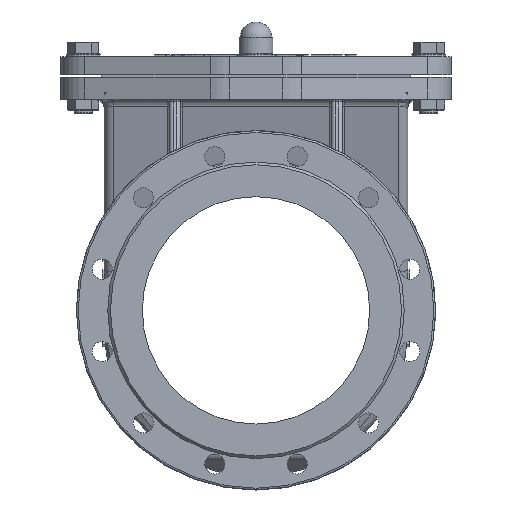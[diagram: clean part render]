
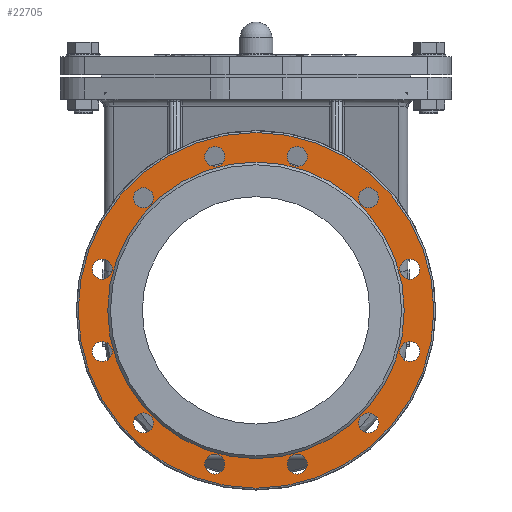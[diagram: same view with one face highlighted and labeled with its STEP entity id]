
A CAD part, front view. The second image highlights one B-rep face of the part: STEP entity #22705.
In plain terms, the highlighted planar face has unit normal (0, -1, 0).
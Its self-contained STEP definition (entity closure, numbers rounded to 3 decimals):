
#359=CIRCLE('',#23806,195.5);
#361=CIRCLE('',#23810,163.);
#362=CIRCLE('',#23811,11.);
#363=CIRCLE('',#23812,11.);
#364=CIRCLE('',#23813,11.);
#365=CIRCLE('',#23814,11.);
#366=CIRCLE('',#23815,11.);
#367=CIRCLE('',#23816,11.);
#368=CIRCLE('',#23817,11.);
#369=CIRCLE('',#23818,11.);
#370=CIRCLE('',#23819,11.);
#371=CIRCLE('',#23820,11.);
#372=CIRCLE('',#23821,11.);
#373=CIRCLE('',#23822,11.);
#5133=FACE_BOUND('',#7456,.T.);
#5134=FACE_BOUND('',#7457,.T.);
#5135=FACE_BOUND('',#7458,.T.);
#5136=FACE_BOUND('',#7459,.T.);
#5137=FACE_BOUND('',#7460,.T.);
#5138=FACE_BOUND('',#7461,.T.);
#5139=FACE_BOUND('',#7462,.T.);
#5140=FACE_BOUND('',#7463,.T.);
#5141=FACE_BOUND('',#7464,.T.);
#5142=FACE_BOUND('',#7465,.T.);
#5143=FACE_BOUND('',#7466,.T.);
#5144=FACE_BOUND('',#7467,.T.);
#5145=FACE_BOUND('',#7468,.T.);
#6149=FACE_OUTER_BOUND('',#7455,.T.);
#7455=EDGE_LOOP('',(#20075));
#7456=EDGE_LOOP('',(#20076));
#7457=EDGE_LOOP('',(#20077));
#7458=EDGE_LOOP('',(#20078));
#7459=EDGE_LOOP('',(#20079));
#7460=EDGE_LOOP('',(#20080));
#7461=EDGE_LOOP('',(#20081));
#7462=EDGE_LOOP('',(#20082));
#7463=EDGE_LOOP('',(#20083));
#7464=EDGE_LOOP('',(#20084));
#7465=EDGE_LOOP('',(#20085));
#7466=EDGE_LOOP('',(#20086));
#7467=EDGE_LOOP('',(#20087));
#7468=EDGE_LOOP('',(#20088));
#10731=VERTEX_POINT('',#42399);
#10733=VERTEX_POINT('',#42405);
#10734=VERTEX_POINT('',#42407);
#10735=VERTEX_POINT('',#42409);
#10736=VERTEX_POINT('',#42411);
#10737=VERTEX_POINT('',#42413);
#10738=VERTEX_POINT('',#42415);
#10739=VERTEX_POINT('',#42417);
#10740=VERTEX_POINT('',#42419);
#10741=VERTEX_POINT('',#42421);
#10742=VERTEX_POINT('',#42423);
#10743=VERTEX_POINT('',#42425);
#10744=VERTEX_POINT('',#42427);
#10745=VERTEX_POINT('',#42429);
#13919=EDGE_CURVE('',#10731,#10731,#359,.T.);
#13921=EDGE_CURVE('',#10733,#10733,#361,.T.);
#13922=EDGE_CURVE('',#10734,#10734,#362,.T.);
#13923=EDGE_CURVE('',#10735,#10735,#363,.T.);
#13924=EDGE_CURVE('',#10736,#10736,#364,.T.);
#13925=EDGE_CURVE('',#10737,#10737,#365,.T.);
#13926=EDGE_CURVE('',#10738,#10738,#366,.T.);
#13927=EDGE_CURVE('',#10739,#10739,#367,.T.);
#13928=EDGE_CURVE('',#10740,#10740,#368,.T.);
#13929=EDGE_CURVE('',#10741,#10741,#369,.T.);
#13930=EDGE_CURVE('',#10742,#10742,#370,.T.);
#13931=EDGE_CURVE('',#10743,#10743,#371,.T.);
#13932=EDGE_CURVE('',#10744,#10744,#372,.T.);
#13933=EDGE_CURVE('',#10745,#10745,#373,.T.);
#20075=ORIENTED_EDGE('',*,*,#13919,.F.);
#20076=ORIENTED_EDGE('',*,*,#13921,.T.);
#20077=ORIENTED_EDGE('',*,*,#13922,.T.);
#20078=ORIENTED_EDGE('',*,*,#13923,.T.);
#20079=ORIENTED_EDGE('',*,*,#13924,.T.);
#20080=ORIENTED_EDGE('',*,*,#13925,.T.);
#20081=ORIENTED_EDGE('',*,*,#13926,.T.);
#20082=ORIENTED_EDGE('',*,*,#13927,.T.);
#20083=ORIENTED_EDGE('',*,*,#13928,.T.);
#20084=ORIENTED_EDGE('',*,*,#13929,.T.);
#20085=ORIENTED_EDGE('',*,*,#13930,.T.);
#20086=ORIENTED_EDGE('',*,*,#13931,.T.);
#20087=ORIENTED_EDGE('',*,*,#13932,.T.);
#20088=ORIENTED_EDGE('',*,*,#13933,.T.);
#21661=PLANE('',#23809);
#22705=ADVANCED_FACE('',(#6149,#5133,#5134,#5135,#5136,#5137,#5138,#5139,
#5140,#5141,#5142,#5143,#5144,#5145),#21661,.T.);
#23806=AXIS2_PLACEMENT_3D('',#42400,#27655,#27656);
#23809=AXIS2_PLACEMENT_3D('',#42404,#27661,#27662);
#23810=AXIS2_PLACEMENT_3D('',#42406,#27663,#27664);
#23811=AXIS2_PLACEMENT_3D('',#42408,#27665,#27666);
#23812=AXIS2_PLACEMENT_3D('',#42410,#27667,#27668);
#23813=AXIS2_PLACEMENT_3D('',#42412,#27669,#27670);
#23814=AXIS2_PLACEMENT_3D('',#42414,#27671,#27672);
#23815=AXIS2_PLACEMENT_3D('',#42416,#27673,#27674);
#23816=AXIS2_PLACEMENT_3D('',#42418,#27675,#27676);
#23817=AXIS2_PLACEMENT_3D('',#42420,#27677,#27678);
#23818=AXIS2_PLACEMENT_3D('',#42422,#27679,#27680);
#23819=AXIS2_PLACEMENT_3D('',#42424,#27681,#27682);
#23820=AXIS2_PLACEMENT_3D('',#42426,#27683,#27684);
#23821=AXIS2_PLACEMENT_3D('',#42428,#27685,#27686);
#23822=AXIS2_PLACEMENT_3D('',#42430,#27687,#27688);
#27655=DIRECTION('center_axis',(0.,1.,0.));
#27656=DIRECTION('ref_axis',(1.,0.,0.));
#27661=DIRECTION('center_axis',(0.,-1.,0.));
#27662=DIRECTION('ref_axis',(0.,0.,-1.));
#27663=DIRECTION('center_axis',(0.,1.,0.));
#27664=DIRECTION('ref_axis',(1.,0.,0.));
#27665=DIRECTION('center_axis',(0.,1.,0.));
#27666=DIRECTION('ref_axis',(1.,0.,0.));
#27667=DIRECTION('center_axis',(0.,1.,0.));
#27668=DIRECTION('ref_axis',(0.866,0.,-0.5));
#27669=DIRECTION('center_axis',(0.,1.,0.));
#27670=DIRECTION('ref_axis',(0.5,0.,-0.866));
#27671=DIRECTION('center_axis',(0.,1.,0.));
#27672=DIRECTION('ref_axis',(0.,0.,
-1.));
#27673=DIRECTION('center_axis',(0.,1.,0.));
#27674=DIRECTION('ref_axis',(-0.5,0.,-0.866));
#27675=DIRECTION('center_axis',(0.,1.,0.));
#27676=DIRECTION('ref_axis',(-0.866,0.,-0.5));
#27677=DIRECTION('center_axis',(0.,1.,0.));
#27678=DIRECTION('ref_axis',(-1.,0.,0.));
#27679=DIRECTION('center_axis',(0.,1.,0.));
#27680=DIRECTION('ref_axis',(-0.866,0.,0.5));
#27681=DIRECTION('center_axis',(0.,1.,0.));
#27682=DIRECTION('ref_axis',(-0.5,0.,0.866));
#27683=DIRECTION('center_axis',(0.,1.,0.));
#27684=DIRECTION('ref_axis',(0.,0.,
1.));
#27685=DIRECTION('center_axis',(0.,1.,0.));
#27686=DIRECTION('ref_axis',(0.5,0.,0.866));
#27687=DIRECTION('center_axis',(0.,1.,0.));
#27688=DIRECTION('ref_axis',(0.866,0.,0.5));
#42399=CARTESIAN_POINT('',(-195.5,-297.,0.));
#42400=CARTESIAN_POINT('Origin',(0.,-297.,0.));
#42404=CARTESIAN_POINT('Origin',(-197.5,-297.,0.));
#42405=CARTESIAN_POINT('',(-163.,-297.,0.));
#42406=CARTESIAN_POINT('Origin',(0.,-297.,0.));
#42407=CARTESIAN_POINT('',(-34.293,-297.,-169.037));
#42408=CARTESIAN_POINT('Origin',(-45.293,-297.,-169.037));
#42409=CARTESIAN_POINT('',(-114.217,-297.,-129.244));
#42410=CARTESIAN_POINT('Origin',(-123.744,-297.,-123.744));
#42411=CARTESIAN_POINT('',(-163.537,-297.,-54.82));
#42412=CARTESIAN_POINT('Origin',(-169.037,-297.,-45.293));
#42413=CARTESIAN_POINT('',(-169.037,-297.,34.293));
#42414=CARTESIAN_POINT('Origin',(-169.037,-297.,45.293));
#42415=CARTESIAN_POINT('',(-129.244,-297.,114.217));
#42416=CARTESIAN_POINT('Origin',(-123.744,-297.,123.744));
#42417=CARTESIAN_POINT('',(-54.82,-297.,163.537));
#42418=CARTESIAN_POINT('Origin',(-45.293,-297.,169.037));
#42419=CARTESIAN_POINT('',(34.293,-297.,169.037));
#42420=CARTESIAN_POINT('Origin',(45.293,-297.,169.037));
#42421=CARTESIAN_POINT('',(114.217,-297.,129.244));
#42422=CARTESIAN_POINT('Origin',(123.744,-297.,123.744));
#42423=CARTESIAN_POINT('',(163.537,-297.,54.82));
#42424=CARTESIAN_POINT('Origin',(169.037,-297.,45.293));
#42425=CARTESIAN_POINT('',(169.037,-297.,-34.293));
#42426=CARTESIAN_POINT('Origin',(169.037,-297.,-45.293));
#42427=CARTESIAN_POINT('',(129.244,-297.,-114.217));
#42428=CARTESIAN_POINT('Origin',(123.744,-297.,-123.744));
#42429=CARTESIAN_POINT('',(54.82,-297.,-163.537));
#42430=CARTESIAN_POINT('Origin',(45.293,-297.,-169.037));
